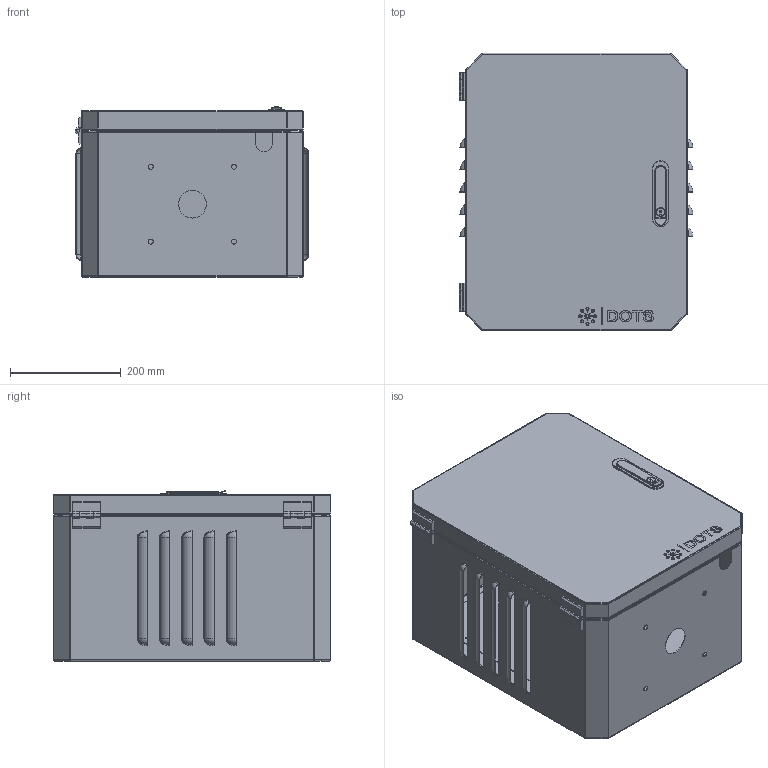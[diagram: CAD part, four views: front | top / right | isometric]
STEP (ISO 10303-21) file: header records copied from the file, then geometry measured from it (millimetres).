
FILE_DESCRIPTION (( 'STEP AP214' ), '1' );
FILE_NAME ('DOTS-500_Çàðÿäíàÿ ñòàíöèÿ.STEP', '2025-09-21T10:43:10', ( '' ), ( '' ), 'SwSTEP 2.0', 'SolidWorks 2025', '' );
FILE_SCHEMA (( 'AUTOMOTIVE_DESIGN' ));
Length unit declared in the file: millimetre
Products named in the file (12): DOTS.00.02.01_Дверь_500Х400Х300; RZP-318_Петля листовая; Петля 3.ZN65.002; Резервная копия  DOTS.00.01.01_Корпус_500Х400; SC GOST 7045_gost_Винт со скругленной головкой ГОСТ Р ИСО 7045 - M6x8; DOTS.00.02.00_Дверь_500Х400Х300; Hex Nut 7044_gost_Гайка шестигранная самостопорящаяся с фланцем M6 - ГОСТ Р ИСО 7044-2009; Деталь1^DOTS.00.02.00_Дверь_00; Деталь1^RZP-318_Петля листовая_00; DOTS-500_Зарядная станция; Резервная копия  DOTS.00.01.00_Корпус_500Х400
Assembly tree (20 placements, depth 3):
  DOTS-500_Зарядная станция
    Резервная копия  DOTS.00.01.00_Корпус_500Х400
      Резервная копия  DOTS.00.01.01_Корпус_500Х400
      Hex Nut 7044_gost_Гайка шестигранная самостопорящаяся с фланцем M6 - ГОСТ Р ИСО 7044-2009  x6
    DOTS.00.02.00_Дверь_500Х400Х300
      DOTS.00.02.01_Дверь_500Х400Х300
      Деталь1^DOTS.00.02.00_Дверь_00
      SC GOST 7045_gost_Винт со скругленной головкой ГОСТ Р ИСО 7045 - M6x8
    RZP-318_Петля листовая
      Петля 3.ZN65.002  x2
      Деталь1^RZP-318_Петля листовая_00
    RZP-318_Петля листовая
      Петля 3.ZN65.002  x2
      Деталь1^RZP-318_Петля листовая_00
Bounding box: 421.5 x 500 x 306.85 mm (x, y, z)
Volume: 1334226.4 mm3; surface area: 2422287.2 mm2
Topology: 26 solids, 26 shells, 1097 faces, 2706 edges, 1664 vertices
Faces by surface type: cylinder 423, plane 391, torus 127, sphere 66, cone 48, bspline 42
Entity records: 38191 total; most frequent: CARTESIAN_POINT 10296, DIRECTION 4826, ORIENTED_EDGE 4326, EDGE_CURVE 2163, AXIS2_PLACEMENT_3D 1903, VERTEX_POINT 1340, EDGE_LOOP 1029, VECTOR 1020
